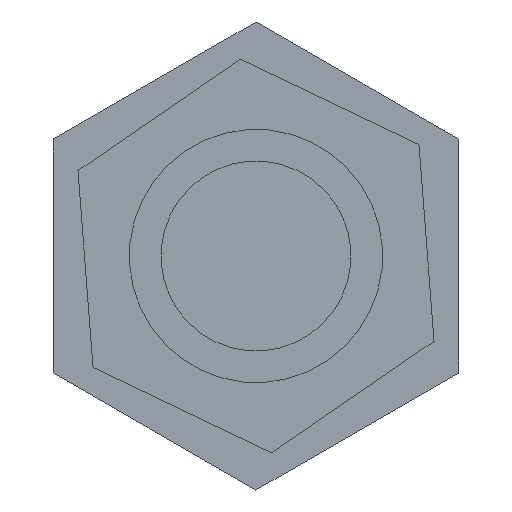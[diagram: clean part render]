
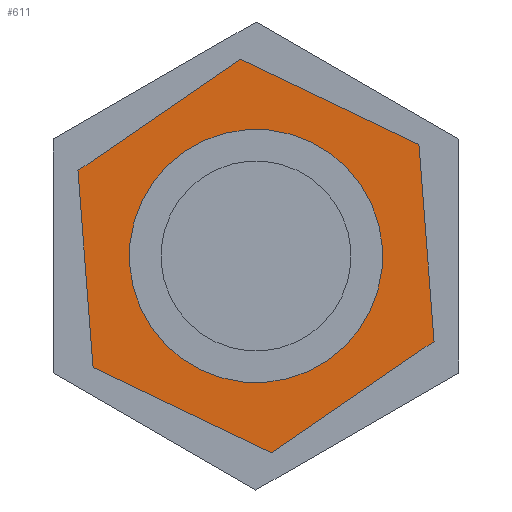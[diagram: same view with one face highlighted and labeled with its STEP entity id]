
A CAD part, front view. The second image highlights one B-rep face of the part: STEP entity #611.
In plain terms, the highlighted face is planar.
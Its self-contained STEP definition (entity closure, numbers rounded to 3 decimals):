
#39=LINE('',#1254,#75);
#42=LINE('',#1260,#78);
#45=LINE('',#1266,#81);
#48=LINE('',#1272,#84);
#51=LINE('',#1278,#87);
#53=LINE('',#1281,#89);
#75=VECTOR('',#1076,1000.);
#78=VECTOR('',#1081,1000.);
#81=VECTOR('',#1086,1000.);
#84=VECTOR('',#1091,1000.);
#87=VECTOR('',#1096,1000.);
#89=VECTOR('',#1100,1000.);
#227=ORIENTED_EDGE('',*,*,#311,.T.);
#228=ORIENTED_EDGE('',*,*,#309,.F.);
#229=ORIENTED_EDGE('',*,*,#307,.F.);
#230=ORIENTED_EDGE('',*,*,#304,.F.);
#231=ORIENTED_EDGE('',*,*,#301,.F.);
#232=ORIENTED_EDGE('',*,*,#298,.F.);
#233=ORIENTED_EDGE('',*,*,#295,.F.);
#295=EDGE_CURVE('',#354,#351,#39,.T.);
#298=EDGE_CURVE('',#351,#355,#42,.T.);
#301=EDGE_CURVE('',#355,#357,#45,.T.);
#304=EDGE_CURVE('',#357,#359,#48,.T.);
#307=EDGE_CURVE('',#359,#361,#51,.T.);
#309=EDGE_CURVE('',#361,#354,#53,.T.);
#311=EDGE_CURVE('',#364,#364,#393,.T.);
#351=VERTEX_POINT('',#1248);
#354=VERTEX_POINT('',#1253);
#355=VERTEX_POINT('',#1257);
#357=VERTEX_POINT('',#1263);
#359=VERTEX_POINT('',#1269);
#361=VERTEX_POINT('',#1275);
#364=VERTEX_POINT('',#1287);
#393=CIRCLE('',#935,8.75);
#453=EDGE_LOOP('',(#227));
#454=EDGE_LOOP('',(#228,#229,#230,#231,#232,#233));
#527=FACE_BOUND('',#453,.T.);
#528=FACE_BOUND('',#454,.T.);
#573=PLANE('',#934);
#611=ADVANCED_FACE('',(#527,#528),#573,.F.);
#934=AXIS2_PLACEMENT_3D('',#1285,#1105,#1106);
#935=AXIS2_PLACEMENT_3D('',#1286,#1107,#1108);
#1076=DIRECTION('',(0.5,0.,0.866));
#1081=DIRECTION('',(-0.5,0.,0.866));
#1086=DIRECTION('',(-1.,0.,0.));
#1091=DIRECTION('',(-0.5,0.,-0.866));
#1096=DIRECTION('',(0.5,0.,-0.866));
#1100=DIRECTION('',(1.,0.,0.));
#1105=DIRECTION('',(0.,-1.,0.));
#1106=DIRECTION('',(0.,0.,-1.));
#1107=DIRECTION('',(0.,-1.,0.));
#1108=DIRECTION('',(0.,0.,-1.));
#1248=CARTESIAN_POINT('',(15.588,8.8,0.));
#1253=CARTESIAN_POINT('',(7.794,8.8,-13.5));
#1254=CARTESIAN_POINT('',(7.794,8.8,-13.5));
#1257=CARTESIAN_POINT('',(7.794,8.8,13.5));
#1260=CARTESIAN_POINT('',(15.588,8.8,0.));
#1263=CARTESIAN_POINT('',(-7.794,8.8,13.5));
#1266=CARTESIAN_POINT('',(7.794,8.8,13.5));
#1269=CARTESIAN_POINT('',(-15.588,8.8,0.));
#1272=CARTESIAN_POINT('',(-7.794,8.8,13.5));
#1275=CARTESIAN_POINT('',(-7.794,8.8,-13.5));
#1278=CARTESIAN_POINT('',(-15.588,8.8,0.));
#1281=CARTESIAN_POINT('',(-7.794,8.8,-13.5));
#1285=CARTESIAN_POINT('',(0.,8.8,0.));
#1286=CARTESIAN_POINT('',(0.,8.8,0.));
#1287=CARTESIAN_POINT('',(0.,8.8,-8.75));
